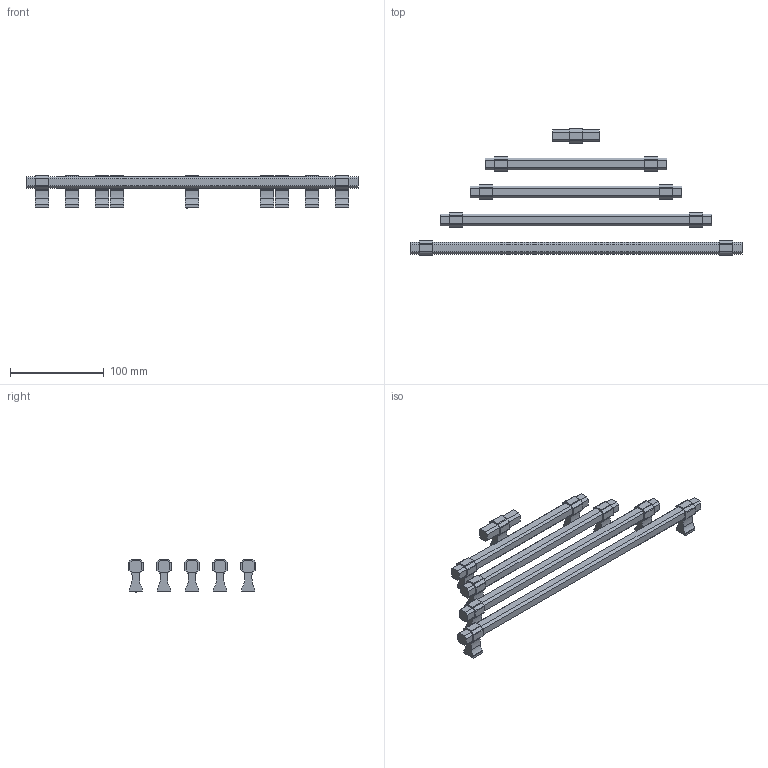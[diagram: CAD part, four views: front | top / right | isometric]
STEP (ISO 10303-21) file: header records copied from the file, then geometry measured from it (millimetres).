
FILE_DESCRIPTION(/* description */ (''),/* implementation_level */ '2;1');
FILE_NAME(/* name */ 'UZ-IMPERIAL GZ-IMPERIAL.stp',/* time_stamp */ '2023-07-12T15:04:11+02:00',/* author */ ('MarcinS'),/* organization */ (''),/* preprocessor_version */ 'ST-DEVELOPER v19.2',/* originating_system */ 'Autodesk Inventor 2023',/* authorisation */ '');
FILE_SCHEMA (('AUTOMOTIVE_DESIGN { 1 0 10303 214 3 1 1 }'));
Length unit declared in the file: millimetre
Products named in the file (20): UZ-IMPERIAL GZ-IMPERIAL; GZ-IMPERIAL; Solid1; Solid6; UZ-IMPERIAL-320-...; Solid2; Solid7; Solid11; UZ-IMPERIAL-256-...; Solid3; Solid8; Solid12; UZ-IMPERIAL-192...; Solid4; Solid9; Solid13; UZ-IMPERIAL-160-...; Solid5; Solid10; Solid14
Assembly tree (19 placements, depth 3):
  UZ-IMPERIAL GZ-IMPERIAL
    GZ-IMPERIAL
      Solid1
      Solid6
    UZ-IMPERIAL-320-...
      Solid2
      Solid7
      Solid11
    UZ-IMPERIAL-256-...
      Solid3
      Solid8
      Solid12
    UZ-IMPERIAL-192...
      Solid4
      Solid9
      Solid13
    UZ-IMPERIAL-160-...
      Solid5
      Solid10
      Solid14
Bounding box: 354 x 135.68 x 36.07 mm (x, y, z)
Volume: 185306.7 mm3; surface area: 76592.8 mm2
Topology: 14 solids, 14 shells, 423 faces, 1119 edges, 734 vertices
Faces by surface type: plane 258, bspline 164, cone 1
Entity records: 15459 total; most frequent: CARTESIAN_POINT 4559, ORIENTED_EDGE 2238, DIRECTION 1759, EDGE_CURVE 1119, LINE 751, VECTOR 751, VERTEX_POINT 734, AXIS2_PLACEMENT_3D 504
